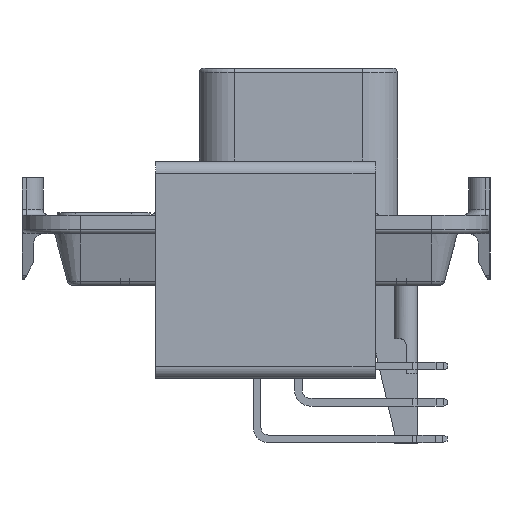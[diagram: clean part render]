
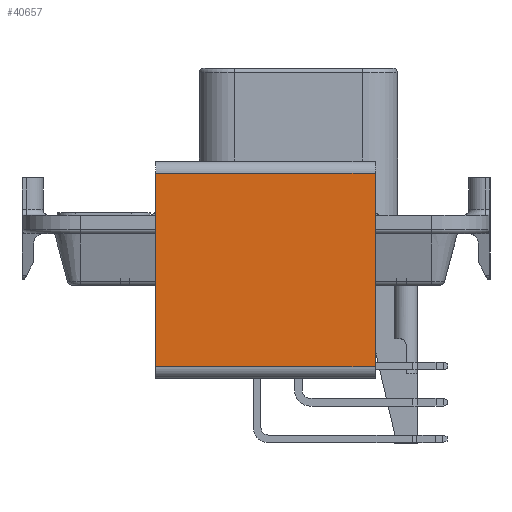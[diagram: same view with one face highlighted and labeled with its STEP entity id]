
A CAD part, left-side view. The second image highlights one B-rep face of the part: STEP entity #40657.
In plain terms, the highlighted planar face has unit normal (-1, 0, 0).
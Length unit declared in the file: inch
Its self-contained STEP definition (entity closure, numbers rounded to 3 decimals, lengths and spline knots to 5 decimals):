
#10367=DIRECTION('',(0.,0.,-1.));
#10368=VECTOR('',#10367,0.83);
#10369=CARTESIAN_POINT('',(-3.595,0.43,0.18));
#10370=LINE('',#10369,#10368);
#10840=DIRECTION('',(0.,0.,-1.));
#10841=VECTOR('',#10840,0.83);
#10842=CARTESIAN_POINT('',(-3.595,-0.51,0.18));
#10843=LINE('',#10842,#10841);
#10913=DIRECTION('',(0.,-1.,0.));
#10914=VECTOR('',#10913,0.94);
#10915=CARTESIAN_POINT('',(-3.595,0.43,-0.65));
#10916=LINE('',#10915,#10914);
#10917=DIRECTION('',(0.,-1.,0.));
#10918=VECTOR('',#10917,0.94);
#10919=CARTESIAN_POINT('',(-3.595,0.43,0.18));
#10920=LINE('',#10919,#10918);
#20709=CARTESIAN_POINT('',(-3.595,0.43,0.18));
#20710=VERTEX_POINT('',#20709);
#20711=CARTESIAN_POINT('',(-3.595,0.43,-0.65));
#20712=VERTEX_POINT('',#20711);
#20721=CARTESIAN_POINT('',(-3.595,-0.51,0.18));
#20722=VERTEX_POINT('',#20721);
#20723=CARTESIAN_POINT('',(-3.595,-0.51,-0.65));
#20724=VERTEX_POINT('',#20723);
#40645=CARTESIAN_POINT('',(-3.595,0.43,0.18));
#40646=DIRECTION('',(-1.,0.,0.));
#40647=DIRECTION('',(0.,0.,-1.));
#40648=AXIS2_PLACEMENT_3D('',#40645,#40646,#40647);
#40649=PLANE('',#40648);
#40650=ORIENTED_EDGE('',*,*,#39960,.F.);
#40652=ORIENTED_EDGE('',*,*,#40651,.T.);
#40653=ORIENTED_EDGE('',*,*,#40589,.T.);
#40654=ORIENTED_EDGE('',*,*,#40638,.F.);
#40655=EDGE_LOOP('',(#40650,#40652,#40653,#40654));
#40656=FACE_OUTER_BOUND('',#40655,.F.);
#40657=ADVANCED_FACE('',(#40656),#40649,.T.);
#39960=EDGE_CURVE('',#20710,#20712,#10370,.T.);
#40589=EDGE_CURVE('',#20722,#20724,#10843,.T.);
#40638=EDGE_CURVE('',#20712,#20724,#10916,.T.);
#40651=EDGE_CURVE('',#20710,#20722,#10920,.T.);
